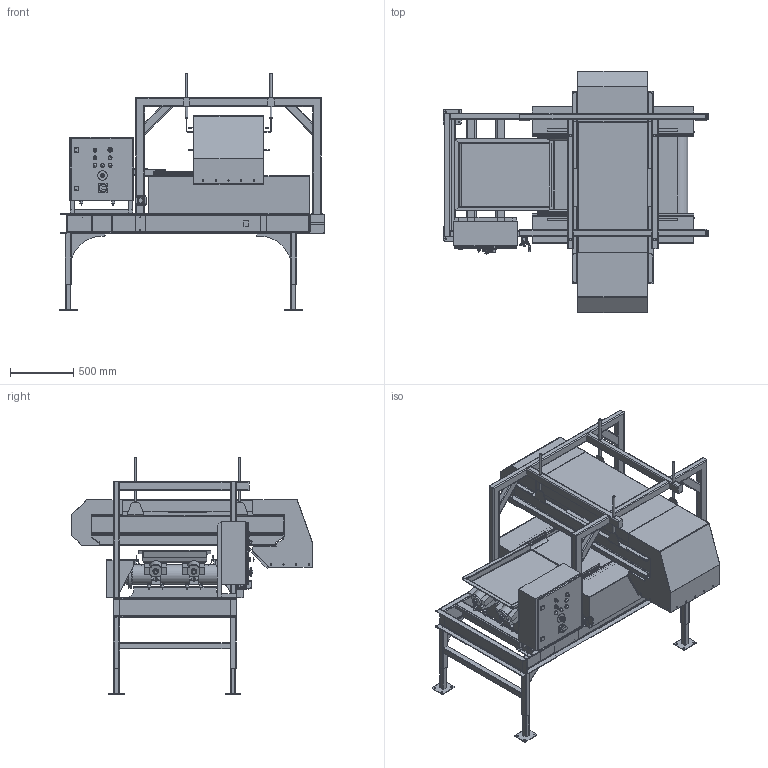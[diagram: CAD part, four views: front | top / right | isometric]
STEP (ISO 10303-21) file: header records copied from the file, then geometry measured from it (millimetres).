
FILE_DESCRIPTION(/* description */ ('RHPS-06-H153-RR-MS-SM-1PU16-B'),/* implementation_level */ '2;1');
FILE_NAME(/* name */ 'E0152604.stp',/* time_stamp */ '2022-05-12T10:52:28+02:00',/* author */ ('tt'),/* organization */ (''),/* preprocessor_version */ 'ST-DEVELOPER v18.1',/* originating_system */ 'Autodesk Inventor 2021',/* authorisation */ '');
FILE_SCHEMA (('AUTOMOTIVE_DESIGN { 1 0 10303 214 3 1 1 }'));
Products named in the file (5): E0141457; E0141463; E0141513; E0141473; E0147259
Assembly tree (5 placements, depth 2):
  E0141457
    E0141463
    E0141513  x2
    E0141473
    E0147259
Bounding box: 2090.5 x 1901.5 x 1866.5 mm (x, y, z)
Volume: 478364004.1 mm3; surface area: 26419234.6 mm2
Topology: 26 solids, 26 shells, 3231 faces, 8468 edges, 5300 vertices
Faces by surface type: plane 1761, cylinder 1110, bspline 193, torus 78, cone 69, sphere 20
Full cylindrical faces by diameter (mm): 0.2 x2, 3 x2, 4 x3, 6 x7, 6.5 x8, 7 x3, 8 x1, 8.5 x8, 9.5 x3, 10 x2, 11 x29, 15.5 x1, 18 x1, 20 x9, 21.413 x2, 22.967 x2, 23.056 x2, 23.5 x1, 23.695 x2, 24.3 x1, 25 x2, 27 x2, 27.7 x1, 28 x1, 28.2 x2, 28.3 x1, 36 x1, 39.5 x2, 40 x2, 41.5 x2
Entity records: 117973 total; most frequent: CARTESIAN_POINT 35588, ORIENTED_EDGE 16574, DIRECTION 16445, EDGE_CURVE 8287, AXIS2_PLACEMENT_3D 5622, VERTEX_POINT 5210, LINE 5201, VECTOR 5201
